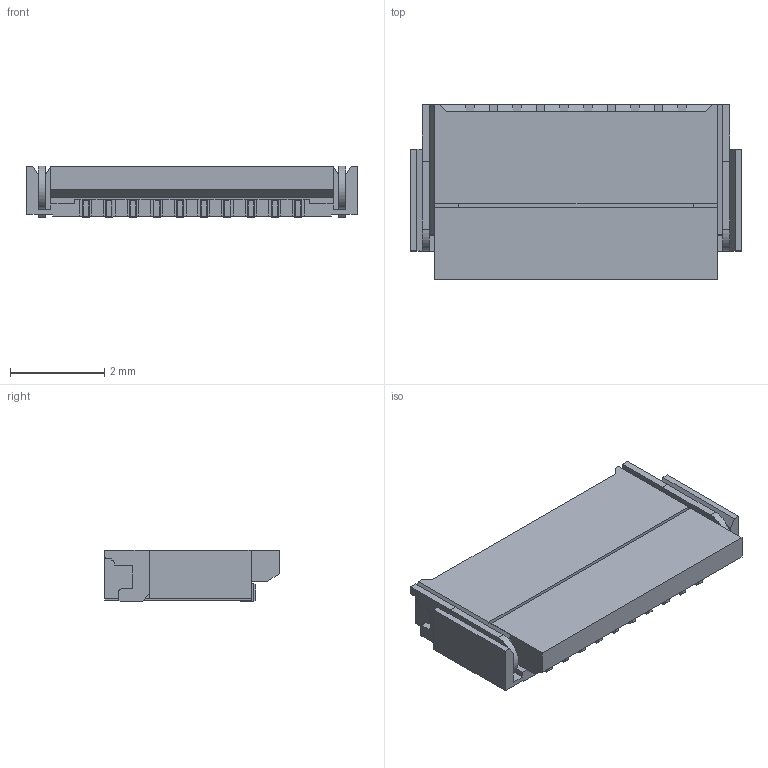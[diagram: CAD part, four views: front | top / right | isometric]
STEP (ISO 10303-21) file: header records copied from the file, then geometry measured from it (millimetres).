
FILE_DESCRIPTION(/* description */ ('STEP AP214'),/* implementation_level */ '2;1');
FILE_NAME(/* name */ 'AYF531035.step',/* time_stamp */ '2024-11-10T14:09:43+01:00',/* author */ (''),/* organization */ (''),/* preprocessor_version */ 'ST-DEVELOPER v20',/* originating_system */ 'Autodesk Translation Framework v13.20.0.188',/* authorisation */ '');
FILE_SCHEMA (('AUTOMOTIVE_DESIGN { 1 0 10303 214 3 1 1 }'));
Length unit declared in the file: millimetre
Products named in the file (1): AYF531035
Bounding box: 7 x 3.7 x 1.1 mm (x, y, z)
Volume: 19.7 mm3; surface area: 140.6 mm2
Topology: 36 solids, 36 shells, 611 faces, 1557 edges, 1016 vertices
Faces by surface type: plane 508, cylinder 63, bspline 40
Entity records: 18643 total; most frequent: CARTESIAN_POINT 3905, ORIENTED_EDGE 3114, DIRECTION 2827, EDGE_CURVE 1557, LINE 1351, VECTOR 1351, VERTEX_POINT 1016, AXIS2_PLACEMENT_3D 738
